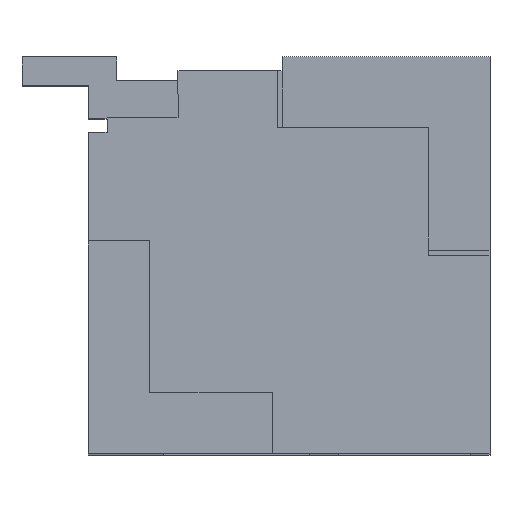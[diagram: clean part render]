
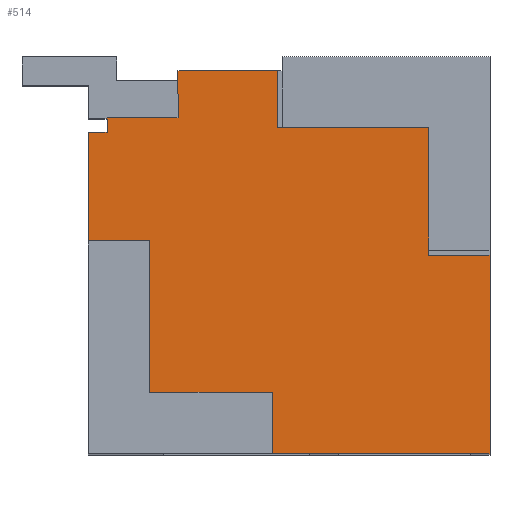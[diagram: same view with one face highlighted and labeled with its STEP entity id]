
A CAD part, top view. The second image highlights one B-rep face of the part: STEP entity #514.
In plain terms, the highlighted planar face has unit normal (0, 0, 1).
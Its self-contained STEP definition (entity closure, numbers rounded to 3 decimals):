
#54 = VECTOR ( 'NONE', #4568, 1000. ) ;
#92 = VERTEX_POINT ( 'NONE', #4665 ) ;
#115 = VECTOR ( 'NONE', #1931, 1000. ) ;
#125 = EDGE_CURVE ( 'NONE', #92, #5430, #1642, .T. ) ;
#200 = EDGE_CURVE ( 'NONE', #3296, #1216, #3930, .T. ) ;
#229 = LINE ( 'NONE', #285, #3132 ) ;
#276 = DIRECTION ( 'NONE',  ( 1., 0., 0. ) ) ;
#285 = CARTESIAN_POINT ( 'NONE',  ( -0.27, 0., 5.38 ) ) ;
#292 = CARTESIAN_POINT ( 'NONE',  ( 1.38, 1.53, 5.38 ) ) ;
#293 = CARTESIAN_POINT ( 'NONE',  ( 0., 0., 5.38 ) ) ;
#295 = ORIENTED_EDGE ( 'NONE', *, *, #2484, .F. ) ;
#309 = EDGE_CURVE ( 'NONE', #2730, #2855, #3274, .T. ) ;
#343 = CARTESIAN_POINT ( 'NONE',  ( -1.27, 0., 5.38 ) ) ;
#373 = ORIENTED_EDGE ( 'NONE', *, *, #3985, .T. ) ;
#399 = ORIENTED_EDGE ( 'NONE', *, *, #1595, .T. ) ;
#424 = ORIENTED_EDGE ( 'NONE', *, *, #3590, .F. ) ;
#456 = VECTOR ( 'NONE', #2077, 1000. ) ;
#481 = DIRECTION ( 'NONE',  ( 1., 0., 0. ) ) ;
#497 = ORIENTED_EDGE ( 'NONE', *, *, #4823, .T. ) ;
#514 = ADVANCED_FACE ( 'NONE', ( #4916 ), #4099, .T. ) ;
#531 = CARTESIAN_POINT ( 'NONE',  ( -2.22, 0.33, 5.38 ) ) ;
#551 = CARTESIAN_POINT ( 'NONE',  ( -1.27, 2.13, 5.38 ) ) ;
#580 = ORIENTED_EDGE ( 'NONE', *, *, #1567, .T. ) ;
#603 = VERTEX_POINT ( 'NONE', #5156 ) ;
#608 = DIRECTION ( 'NONE',  ( 1., 0., 0. ) ) ;
#643 = VERTEX_POINT ( 'NONE', #1430 ) ;
#685 = EDGE_CURVE ( 'NONE', #2633, #2550, #2719, .T. ) ;
#707 = EDGE_CURVE ( 'NONE', #3180, #1216, #1955, .T. ) ;
#714 = LINE ( 'NONE', #343, #54 ) ;
#742 = EDGE_CURVE ( 'NONE', #2089, #603, #4459, .T. ) ;
#819 = EDGE_CURVE ( 'NONE', #2494, #4445, #1236, .T. ) ;
#823 = VECTOR ( 'NONE', #1275, 1000. ) ;
#865 = ORIENTED_EDGE ( 'NONE', *, *, #4874, .F. ) ;
#1052 = DIRECTION ( 'NONE',  ( 0., 1., 0. ) ) ;
#1077 = CARTESIAN_POINT ( 'NONE',  ( -2.22, 0., 5.38 ) ) ;
#1089 = EDGE_LOOP ( 'NONE', ( #373, #3579, #3673, #399, #865, #1959, #295, #2221, #497, #4012, #2498, #580, #424, #4496, #1687, #2785 ) ) ;
#1099 = CARTESIAN_POINT ( 'NONE',  ( 0., 0.33, 5.38 ) ) ;
#1105 = CARTESIAN_POINT ( 'NONE',  ( -0.22, 1.53, 5.38 ) ) ;
#1106 = DIRECTION ( 'NONE',  ( 0., -1., 0. ) ) ;
#1113 = DIRECTION ( 'NONE',  ( -1., 0., 0. ) ) ;
#1149 = CARTESIAN_POINT ( 'NONE',  ( -1.27, 1.63, 5.38 ) ) ;
#1216 = VERTEX_POINT ( 'NONE', #1707 ) ;
#1236 = LINE ( 'NONE', #3325, #456 ) ;
#1275 = DIRECTION ( 'NONE',  ( 0., 1., 0. ) ) ;
#1278 = CARTESIAN_POINT ( 'NONE',  ( -0.27, -1.27, 5.38 ) ) ;
#1349 = CARTESIAN_POINT ( 'NONE',  ( 2.03, 2.13, 5.38 ) ) ;
#1430 = CARTESIAN_POINT ( 'NONE',  ( -1.57, 0.33, 5.38 ) ) ;
#1457 = VECTOR ( 'NONE', #276, 1000. ) ;
#1467 = DIRECTION ( 'NONE',  ( 0., -1., 0. ) ) ;
#1477 = DIRECTION ( 'NONE',  ( -1., 0., 0. ) ) ;
#1567 = EDGE_CURVE ( 'NONE', #2550, #4666, #229, .T. ) ;
#1595 = EDGE_CURVE ( 'NONE', #3296, #2349, #714, .T. ) ;
#1642 = LINE ( 'NONE', #4635, #823 ) ;
#1646 = DIRECTION ( 'NONE',  ( 0., -1., 0. ) ) ;
#1687 = ORIENTED_EDGE ( 'NONE', *, *, #3522, .T. ) ;
#1707 = CARTESIAN_POINT ( 'NONE',  ( -0.22, 2.13, 5.38 ) ) ;
#1931 = DIRECTION ( 'NONE',  ( 0., 1., 0. ) ) ;
#1955 = LINE ( 'NONE', #3568, #115 ) ;
#1959 = ORIENTED_EDGE ( 'NONE', *, *, #742, .F. ) ;
#1965 = DIRECTION ( 'NONE',  ( 0., 0., 1. ) ) ;
#2043 = CARTESIAN_POINT ( 'NONE',  ( 2.03, -1.92, 5.38 ) ) ;
#2077 = DIRECTION ( 'NONE',  ( 0., -1., 0. ) ) ;
#2089 = VERTEX_POINT ( 'NONE', #4536 ) ;
#2215 = AXIS2_PLACEMENT_3D ( 'NONE', #293, #1965, #4979 ) ;
#2221 = ORIENTED_EDGE ( 'NONE', *, *, #309, .T. ) ;
#2265 = DIRECTION ( 'NONE',  ( -1., 0., 0. ) ) ;
#2333 = LINE ( 'NONE', #5270, #5102 ) ;
#2349 = VERTEX_POINT ( 'NONE', #3965 ) ;
#2374 = DIRECTION ( 'NONE',  ( 1., 0., 0. ) ) ;
#2484 = EDGE_CURVE ( 'NONE', #2730, #2089, #5469, .T. ) ;
#2486 = VECTOR ( 'NONE', #1052, 1000. ) ;
#2488 = CARTESIAN_POINT ( 'NONE',  ( -0.27, -1.92, 5.38 ) ) ;
#2494 = VERTEX_POINT ( 'NONE', #4324 ) ;
#2498 = ORIENTED_EDGE ( 'NONE', *, *, #685, .T. ) ;
#2513 = VECTOR ( 'NONE', #1113, 1000. ) ;
#2550 = VERTEX_POINT ( 'NONE', #1278 ) ;
#2633 = VERTEX_POINT ( 'NONE', #3111 ) ;
#2719 = LINE ( 'NONE', #4778, #3830 ) ;
#2730 = VERTEX_POINT ( 'NONE', #3604 ) ;
#2785 = ORIENTED_EDGE ( 'NONE', *, *, #125, .T. ) ;
#2855 = VERTEX_POINT ( 'NONE', #531 ) ;
#3111 = CARTESIAN_POINT ( 'NONE',  ( -1.57, -1.27, 5.38 ) ) ;
#3132 = VECTOR ( 'NONE', #1106, 1000. ) ;
#3180 = VERTEX_POINT ( 'NONE', #1105 ) ;
#3217 = LINE ( 'NONE', #4949, #2513 ) ;
#3274 = LINE ( 'NONE', #1077, #3455 ) ;
#3296 = VERTEX_POINT ( 'NONE', #551 ) ;
#3325 = CARTESIAN_POINT ( 'NONE',  ( 2.03, -1.92, 5.38 ) ) ;
#3455 = VECTOR ( 'NONE', #1467, 1000. ) ;
#3488 = VECTOR ( 'NONE', #1646, 1000. ) ;
#3522 = EDGE_CURVE ( 'NONE', #2494, #92, #2333, .T. ) ;
#3568 = CARTESIAN_POINT ( 'NONE',  ( -0.22, 0., 5.38 ) ) ;
#3579 = ORIENTED_EDGE ( 'NONE', *, *, #707, .T. ) ;
#3590 = EDGE_CURVE ( 'NONE', #4445, #4666, #3217, .T. ) ;
#3604 = CARTESIAN_POINT ( 'NONE',  ( -2.22, 1.48, 5.38 ) ) ;
#3621 = LINE ( 'NONE', #1099, #1457 ) ;
#3652 = VECTOR ( 'NONE', #4005, 1000. ) ;
#3673 = ORIENTED_EDGE ( 'NONE', *, *, #200, .F. ) ;
#3765 = CARTESIAN_POINT ( 'NONE',  ( -1.57, 0., 5.38 ) ) ;
#3830 = VECTOR ( 'NONE', #608, 1000. ) ;
#3852 = VECTOR ( 'NONE', #2265, 1000. ) ;
#3930 = LINE ( 'NONE', #1349, #3652 ) ;
#3965 = CARTESIAN_POINT ( 'NONE',  ( -1.27, 1.63, 5.38 ) ) ;
#3985 = EDGE_CURVE ( 'NONE', #5430, #3180, #5258, .T. ) ;
#4005 = DIRECTION ( 'NONE',  ( 1., 0., 0. ) ) ;
#4012 = ORIENTED_EDGE ( 'NONE', *, *, #4226, .T. ) ;
#4099 = PLANE ( 'NONE',  #2215 ) ;
#4226 = EDGE_CURVE ( 'NONE', #643, #2633, #5085, .T. ) ;
#4324 = CARTESIAN_POINT ( 'NONE',  ( 2.03, 0.18, 5.38 ) ) ;
#4445 = VERTEX_POINT ( 'NONE', #2043 ) ;
#4459 = LINE ( 'NONE', #4543, #2486 ) ;
#4496 = ORIENTED_EDGE ( 'NONE', *, *, #819, .F. ) ;
#4522 = VECTOR ( 'NONE', #481, 1000. ) ;
#4536 = CARTESIAN_POINT ( 'NONE',  ( -2.02, 1.48, 5.38 ) ) ;
#4543 = CARTESIAN_POINT ( 'NONE',  ( -2.02, 1.63, 5.38 ) ) ;
#4568 = DIRECTION ( 'NONE',  ( 0., -1., 0. ) ) ;
#4589 = VECTOR ( 'NONE', #2374, 1000. ) ;
#4635 = CARTESIAN_POINT ( 'NONE',  ( 1.38, 0., 5.38 ) ) ;
#4665 = CARTESIAN_POINT ( 'NONE',  ( 1.38, 0.18, 5.38 ) ) ;
#4666 = VERTEX_POINT ( 'NONE', #2488 ) ;
#4667 = CARTESIAN_POINT ( 'NONE',  ( -2.02, 1.48, 5.38 ) ) ;
#4778 = CARTESIAN_POINT ( 'NONE',  ( 0., -1.27, 5.38 ) ) ;
#4823 = EDGE_CURVE ( 'NONE', #2855, #643, #3621, .T. ) ;
#4874 = EDGE_CURVE ( 'NONE', #603, #2349, #5333, .T. ) ;
#4916 = FACE_OUTER_BOUND ( 'NONE', #1089, .T. ) ;
#4949 = CARTESIAN_POINT ( 'NONE',  ( -2.22, -1.92, 5.38 ) ) ;
#4979 = DIRECTION ( 'NONE',  ( 1., 0., 0. ) ) ;
#5085 = LINE ( 'NONE', #3765, #3488 ) ;
#5102 = VECTOR ( 'NONE', #1477, 1000. ) ;
#5156 = CARTESIAN_POINT ( 'NONE',  ( -2.02, 1.63, 5.38 ) ) ;
#5214 = CARTESIAN_POINT ( 'NONE',  ( 0., 1.53, 5.38 ) ) ;
#5258 = LINE ( 'NONE', #5214, #3852 ) ;
#5270 = CARTESIAN_POINT ( 'NONE',  ( 0., 0.18, 5.38 ) ) ;
#5333 = LINE ( 'NONE', #1149, #4589 ) ;
#5430 = VERTEX_POINT ( 'NONE', #292 ) ;
#5469 = LINE ( 'NONE', #4667, #4522 ) ;
